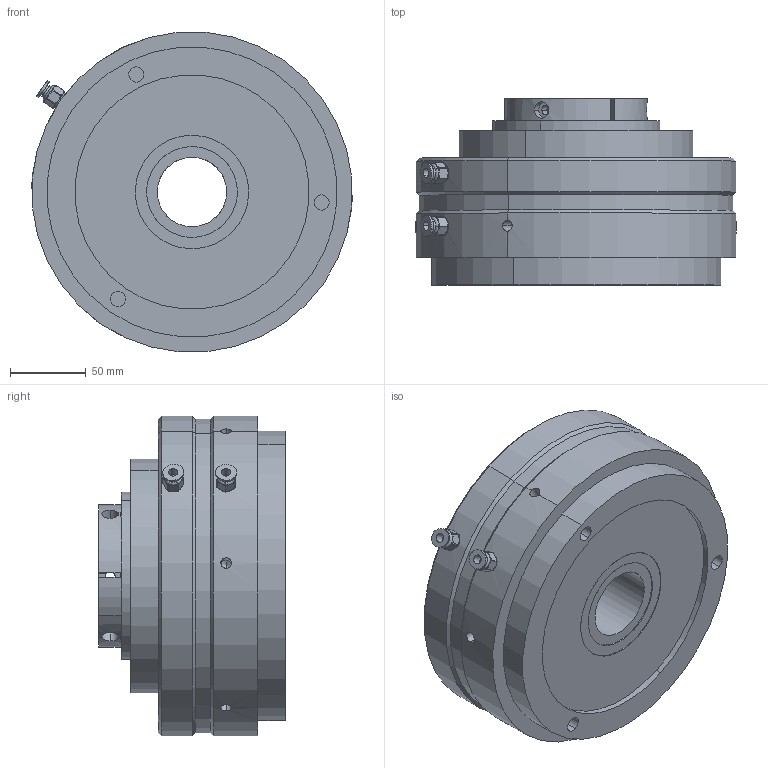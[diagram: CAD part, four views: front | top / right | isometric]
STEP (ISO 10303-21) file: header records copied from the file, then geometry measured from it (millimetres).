
FILE_DESCRIPTION (( 'STEP AP214' ), '1' );
FILE_NAME ('GA40.STEP', '2023-04-28T01:45:39', ( '' ), ( '' ), 'SwSTEP 2.0', 'SolidWorks 2023', '' );
FILE_SCHEMA (( 'AUTOMOTIVE_DESIGN' ));
Length unit declared in the file: millimetre
Products named in the file (3): GA40 本体; M10 气嘴; GA40
Assembly tree (3 placements, depth 2):
  GA40
    GA40 本体
    M10 气嘴  x2
Bounding box: 211.76 x 123.18 x 211.31 mm (x, y, z)
Volume: 3085354.4 mm3; surface area: 219590.2 mm2
Topology: 4 solids, 4 shells, 415 faces, 1048 edges, 586 vertices
Faces by surface type: cylinder 173, plane 112, bspline 60, sphere 28, cone 26, torus 16
Entity records: 11150 total; most frequent: CARTESIAN_POINT 4533, DIRECTION 1387, ORIENTED_EDGE 1368, EDGE_CURVE 684, AXIS2_PLACEMENT_3D 557, VERTEX_POINT 422, EDGE_LOOP 316, CIRCLE 295
